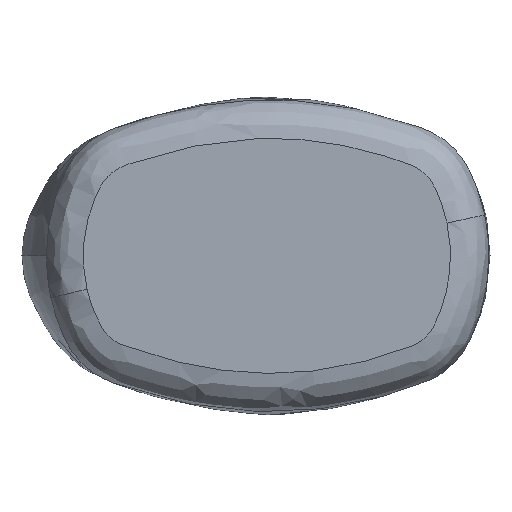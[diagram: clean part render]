
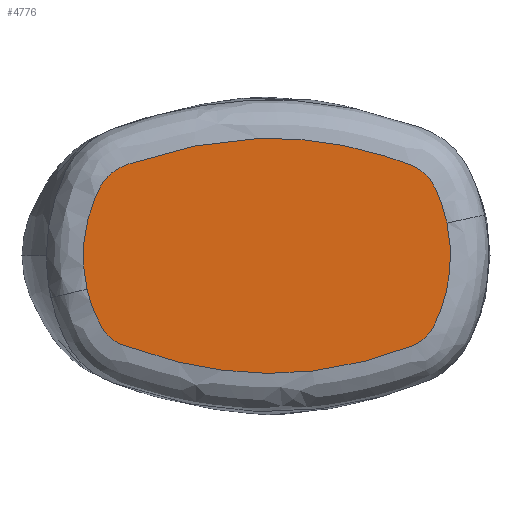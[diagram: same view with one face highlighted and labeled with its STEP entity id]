
A CAD part, front view. The second image highlights one B-rep face of the part: STEP entity #4776.
In plain terms, the highlighted planar face has unit normal (0, -1, 0).
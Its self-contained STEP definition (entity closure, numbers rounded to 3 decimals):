
#137 = EDGE_LOOP ( 'NONE', ( #1471, #3063 ) ) ;
#275 = B_SPLINE_CURVE_WITH_KNOTS ( 'NONE', 3,
 ( #374, #6127, #1034, #2110, #3181, #2778, #4888, #1517, #447, #5029, #5472, #3253, #6022, #7161, #6715, #5436, #410, #2075, #5543, #962, #1071, #6569, #3811, #1552, #3329, #2744, #6606, #4478, #1661, #2668, #4924, #999, #7234, #4404 ),
 .UNSPECIFIED., .F., .F.,
 ( 4, 2, 2, 2, 2, 2, 2, 2, 2, 2, 2, 2, 2, 2, 2, 2, 4 ),
 ( 0.006, 0.007, 0.007, 0.007, 0.007, 0.007, 0.007, 0.008, 0.008, 0.008, 0.009, 0.009, 0.009, 0.009, 0.009, 0.009, 0.01 ),
 .UNSPECIFIED. ) ;
#329 = CARTESIAN_POINT ( 'NONE',  ( 0.817, 0., -0.624 ) ) ;
#374 = CARTESIAN_POINT ( 'NONE',  ( -1.195, 0., -0.217 ) ) ;
#405 = CARTESIAN_POINT ( 'NONE',  ( 0.849, 0., -0.613 ) ) ;
#410 = CARTESIAN_POINT ( 'NONE',  ( -0.37, 0., 0.739 ) ) ;
#447 = CARTESIAN_POINT ( 'NONE',  ( -1.113, 0., 0.447 ) ) ;
#957 = CARTESIAN_POINT ( 'NONE',  ( 1., 0., -0.536 ) ) ;
#962 = CARTESIAN_POINT ( 'NONE',  ( 0.308, 0., 0.748 ) ) ;
#999 = CARTESIAN_POINT ( 'NONE',  ( 1.109, 0., 0.344 ) ) ;
#1034 = CARTESIAN_POINT ( 'NONE',  ( -1.219, 0., -0.084 ) ) ;
#1071 = CARTESIAN_POINT ( 'NONE',  ( 0.442, 0., 0.726 ) ) ;
#1343 = DIRECTION ( 'NONE',  ( 0., 1., 0. ) ) ;
#1444 = CARTESIAN_POINT ( 'NONE',  ( 1.025, 0., -0.511 ) ) ;
#1471 = ORIENTED_EDGE ( 'NONE', *, *, #3814, .F. ) ;
#1517 = CARTESIAN_POINT ( 'NONE',  ( -1.127, 0., 0.415 ) ) ;
#1552 = CARTESIAN_POINT ( 'NONE',  ( 0.8, 0., 0.63 ) ) ;
#1661 = CARTESIAN_POINT ( 'NONE',  ( 1.013, 0., 0.524 ) ) ;
#1999 = CARTESIAN_POINT ( 'NONE',  ( 1.173, 0., 0.08 ) ) ;
#2034 = CARTESIAN_POINT ( 'NONE',  ( 0.721, 0., -0.655 ) ) ;
#2036 = B_SPLINE_CURVE_WITH_KNOTS ( 'NONE', 3,
 ( #3175, #1999, #4361, #4847, #2070, #5430, #5362, #1444, #957, #3141, #6015, #405, #329, #2034, #5505, #6598, #2560, #2702, #3697, #4952, #2628, #7122, #4326, #3663, #7192, #5945, #2596, #3212, #5467, #3878, #5144, #3843 ),
 .UNSPECIFIED., .F., .F.,
 ( 4, 2, 2, 2, 2, 2, 2, 2, 2, 2, 2, 2, 2, 2, 2, 4 ),
 ( 0.003, 0.003, 0.004, 0.004, 0.004, 0.004, 0.004, 0.004, 0.005, 0.006, 0.006, 0.006, 0.006, 0.006, 0.006, 0.006 ),
 .UNSPECIFIED. ) ;
#2070 = CARTESIAN_POINT ( 'NONE',  ( 1.115, 0., -0.328 ) ) ;
#2075 = CARTESIAN_POINT ( 'NONE',  ( -0.1, 0., 0.766 ) ) ;
#2110 = CARTESIAN_POINT ( 'NONE',  ( -1.221, 0., 0.052 ) ) ;
#2487 = CARTESIAN_POINT ( 'NONE',  ( 1.144, 0., 0.213 ) ) ;
#2560 = CARTESIAN_POINT ( 'NONE',  ( 0.324, 0., -0.746 ) ) ;
#2596 = CARTESIAN_POINT ( 'NONE',  ( -1.057, 0., -0.521 ) ) ;
#2628 = CARTESIAN_POINT ( 'NONE',  ( -0.747, 0., -0.654 ) ) ;
#2668 = CARTESIAN_POINT ( 'NONE',  ( 1.054, 0., 0.47 ) ) ;
#2702 = CARTESIAN_POINT ( 'NONE',  ( -0.078, 0., -0.779 ) ) ;
#2744 = CARTESIAN_POINT ( 'NONE',  ( 0.896, 0., 0.596 ) ) ;
#2778 = CARTESIAN_POINT ( 'NONE',  ( -1.187, 0., 0.255 ) ) ;
#3063 = ORIENTED_EDGE ( 'NONE', *, *, #6201, .F. ) ;
#3081 = AXIS2_PLACEMENT_3D ( 'NONE', #6424, #1343, #3696 ) ;
#3141 = CARTESIAN_POINT ( 'NONE',  ( 0.945, 0., -0.576 ) ) ;
#3175 = CARTESIAN_POINT ( 'NONE',  ( 1.144, 0., 0.213 ) ) ;
#3181 = CARTESIAN_POINT ( 'NONE',  ( -1.215, 0., 0.122 ) ) ;
#3212 = CARTESIAN_POINT ( 'NONE',  ( -1.1, 0., -0.469 ) ) ;
#3253 = CARTESIAN_POINT ( 'NONE',  ( -0.965, 0., 0.589 ) ) ;
#3329 = CARTESIAN_POINT ( 'NONE',  ( 0.832, 0., 0.619 ) ) ;
#3663 = CARTESIAN_POINT ( 'NONE',  ( -0.942, 0., -0.591 ) ) ;
#3696 = DIRECTION ( 'NONE',  ( 0., 0., 1. ) ) ;
#3697 = CARTESIAN_POINT ( 'NONE',  ( -0.352, 0., -0.751 ) ) ;
#3811 = CARTESIAN_POINT ( 'NONE',  ( 0.703, 0., 0.661 ) ) ;
#3814 = EDGE_CURVE ( 'NONE', #6673, #5017, #275, .T. ) ;
#3843 = CARTESIAN_POINT ( 'NONE',  ( -1.195, 0., -0.217 ) ) ;
#3878 = CARTESIAN_POINT ( 'NONE',  ( -1.157, 0., -0.346 ) ) ;
#4002 = PLANE ( 'NONE',  #3081 ) ;
#4326 = CARTESIAN_POINT ( 'NONE',  ( -0.877, 0., -0.613 ) ) ;
#4361 = CARTESIAN_POINT ( 'NONE',  ( 1.175, 0., -0.061 ) ) ;
#4404 = CARTESIAN_POINT ( 'NONE',  ( 1.144, 0., 0.213 ) ) ;
#4478 = CARTESIAN_POINT ( 'NONE',  ( 0.987, 0., 0.548 ) ) ;
#4557 = FACE_OUTER_BOUND ( 'NONE', #137, .T. ) ;
#4776 = ADVANCED_FACE ( 'NONE', ( #4557 ), #4002, .F. ) ;
#4847 = CARTESIAN_POINT ( 'NONE',  ( 1.135, 0., -0.262 ) ) ;
#4888 = CARTESIAN_POINT ( 'NONE',  ( -1.167, 0., 0.32 ) ) ;
#4924 = CARTESIAN_POINT ( 'NONE',  ( 1.069, 0., 0.439 ) ) ;
#4952 = CARTESIAN_POINT ( 'NONE',  ( -0.682, 0., -0.672 ) ) ;
#5017 = VERTEX_POINT ( 'NONE', #2487 ) ;
#5029 = CARTESIAN_POINT ( 'NONE',  ( -1.074, 0., 0.503 ) ) ;
#5144 = CARTESIAN_POINT ( 'NONE',  ( -1.179, 0., -0.283 ) ) ;
#5177 = CARTESIAN_POINT ( 'NONE',  ( -1.195, 0., -0.217 ) ) ;
#5362 = CARTESIAN_POINT ( 'NONE',  ( 1.063, 0., -0.455 ) ) ;
#5430 = CARTESIAN_POINT ( 'NONE',  ( 1.076, 0., -0.423 ) ) ;
#5436 = CARTESIAN_POINT ( 'NONE',  ( -0.503, 0., 0.716 ) ) ;
#5467 = CARTESIAN_POINT ( 'NONE',  ( -1.115, 0., -0.438 ) ) ;
#5472 = CARTESIAN_POINT ( 'NONE',  ( -1.049, 0., 0.528 ) ) ;
#5505 = CARTESIAN_POINT ( 'NONE',  ( 0.655, 0., -0.674 ) ) ;
#5543 = CARTESIAN_POINT ( 'NONE',  ( 0.038, 0., 0.768 ) ) ;
#5945 = CARTESIAN_POINT ( 'NONE',  ( -1.031, 0., -0.543 ) ) ;
#6015 = CARTESIAN_POINT ( 'NONE',  ( 0.913, 0., -0.589 ) ) ;
#6022 = CARTESIAN_POINT ( 'NONE',  ( -0.898, 0., 0.607 ) ) ;
#6127 = CARTESIAN_POINT ( 'NONE',  ( -1.21, 0., -0.15 ) ) ;
#6201 = EDGE_CURVE ( 'NONE', #5017, #6673, #2036, .T. ) ;
#6424 = CARTESIAN_POINT ( 'NONE',  ( 1.401, 0., 0. ) ) ;
#6569 = CARTESIAN_POINT ( 'NONE',  ( 0.638, 0., 0.679 ) ) ;
#6598 = CARTESIAN_POINT ( 'NONE',  ( 0.457, 0., -0.723 ) ) ;
#6606 = CARTESIAN_POINT ( 'NONE',  ( 0.929, 0., 0.584 ) ) ;
#6673 = VERTEX_POINT ( 'NONE', #5177 ) ;
#6715 = CARTESIAN_POINT ( 'NONE',  ( -0.702, 0., 0.667 ) ) ;
#7122 = CARTESIAN_POINT ( 'NONE',  ( -0.845, 0., -0.624 ) ) ;
#7161 = CARTESIAN_POINT ( 'NONE',  ( -0.768, 0., 0.648 ) ) ;
#7192 = CARTESIAN_POINT ( 'NONE',  ( -0.973, 0., -0.579 ) ) ;
#7234 = CARTESIAN_POINT ( 'NONE',  ( 1.13, 0., 0.28 ) ) ;
